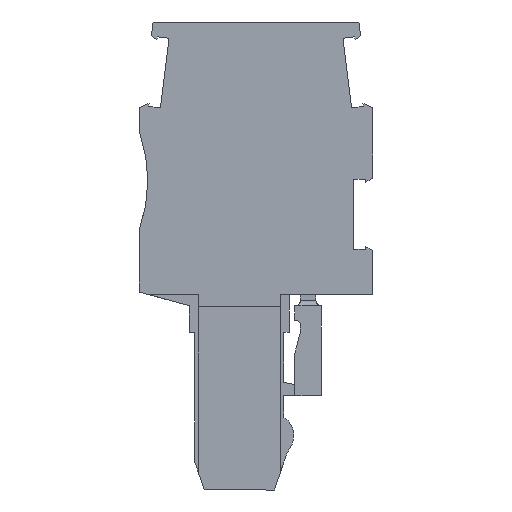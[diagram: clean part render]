
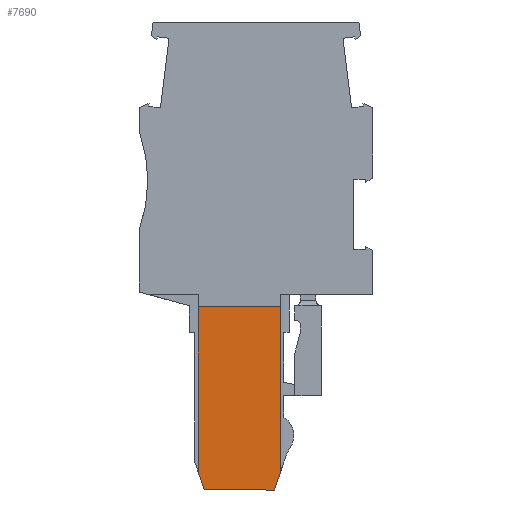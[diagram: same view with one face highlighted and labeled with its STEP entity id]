
A CAD part, left-side view. The second image highlights one B-rep face of the part: STEP entity #7690.
In plain terms, the highlighted face is planar.
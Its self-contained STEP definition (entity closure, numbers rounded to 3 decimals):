
#7140=CARTESIAN_POINT('',(3.435,7.56,
-3.65));
#7150=DIRECTION('',(0.,0.,-1.));
#7160=DIRECTION('',(0.999,0.034,
0.));
#7170=AXIS2_PLACEMENT_3D('',#7140,#7150,#7160);
#7180=PLANE('',#7170);
#7190=CARTESIAN_POINT('',(7.454,0.,
-3.65));
#7200=DIRECTION('',(0.348,-0.938,
0.));
#7210=VECTOR('',#7200,1.);
#7220=LINE('',#7190,#7210);
#7230=CARTESIAN_POINT('',(-0.323,20.962,
-3.65));
#7240=VERTEX_POINT('',#7230);
#7250=CARTESIAN_POINT('',(0.264,19.38,
-3.65));
#7260=VERTEX_POINT('',#7250);
#7270=EDGE_CURVE('',#7240,#7260,#7220,.T.);
#7280=ORIENTED_EDGE('',*,*,#7270,.T.);
#7290=CARTESIAN_POINT('',(0.,20.972,
-3.65));
#7300=DIRECTION('',(0.999,0.034,
0.));
#7310=VECTOR('',#7300,1.);
#7320=LINE('',#7290,#7310);
#7330=CARTESIAN_POINT('',(-6.653,20.749,
-3.65));
#7340=VERTEX_POINT('',#7330);
#7350=EDGE_CURVE('',#7340,#7240,#7320,.T.);
#7360=ORIENTED_EDGE('',*,*,#7350,.T.);
#7370=CARTESIAN_POINT('',(-12.805,0.,
-3.65));
#7380=DIRECTION('',(-0.284,-0.959,
0.));
#7390=VECTOR('',#7380,1.);
#7400=LINE('',#7370,#7390);
#7410=CARTESIAN_POINT('',(-7.132,19.132,
-3.65));
#7420=VERTEX_POINT('',#7410);
#7430=EDGE_CURVE('',#7340,#7420,#7400,.T.);
#7440=ORIENTED_EDGE('',*,*,#7430,.F.);
#7450=CARTESIAN_POINT('',(-6.491,0.,
-3.65));
#7460=DIRECTION('',(-0.034,0.999,
0.));
#7470=VECTOR('',#7460,1.);
#7480=LINE('',#7450,#7470);
#7490=CARTESIAN_POINT('',(-6.633,4.241,
-3.65));
#7500=VERTEX_POINT('',#7490);
#7510=EDGE_CURVE('',#7500,#7420,#7480,.T.);
#7520=ORIENTED_EDGE('',*,*,#7510,.T.);
#7530=CARTESIAN_POINT('',(0.,4.463,
-3.65));
#7540=DIRECTION('',(-0.999,-0.034,
0.));
#7550=VECTOR('',#7540,1.);
#7560=LINE('',#7530,#7550);
#7570=CARTESIAN_POINT('',(0.763,4.489,
-3.65));
#7580=VERTEX_POINT('',#7570);
#7590=EDGE_CURVE('',#7580,#7500,#7560,.T.);
#7600=ORIENTED_EDGE('',*,*,#7590,.T.);
#7610=CARTESIAN_POINT('',(0.913,0.,-3.65));
#7620=DIRECTION('',(-0.034,0.999,
0.));
#7630=VECTOR('',#7620,1.);
#7640=LINE('',#7610,#7630);
#7650=EDGE_CURVE('',#7580,#7260,#7640,.T.);
#7660=ORIENTED_EDGE('',*,*,#7650,.F.);
#7670=EDGE_LOOP('',(#7660,#7600,#7520,#7440,#7360,#7280));
#7680=FACE_OUTER_BOUND('',#7670,.T.);
#7690=ADVANCED_FACE('',(#7680),#7180,.T.);
